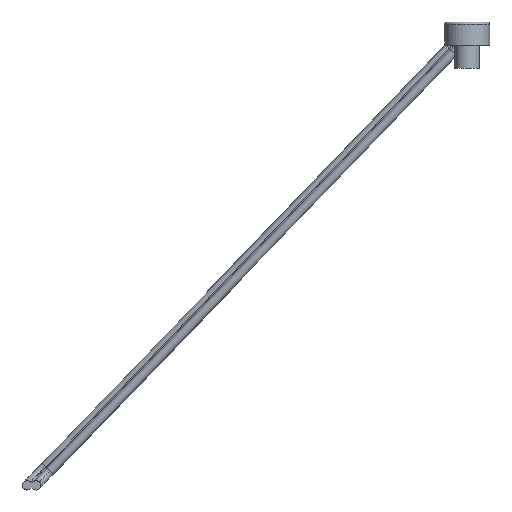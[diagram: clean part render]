
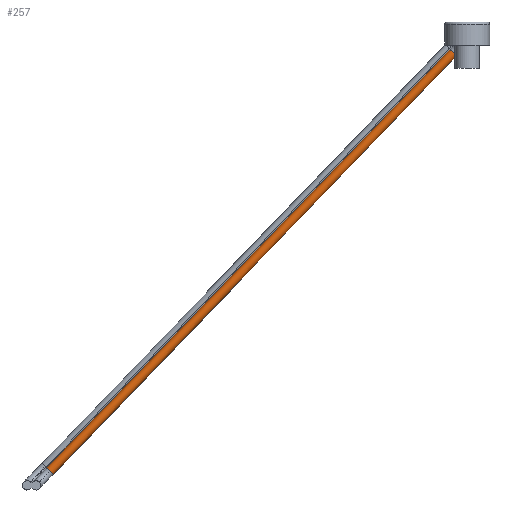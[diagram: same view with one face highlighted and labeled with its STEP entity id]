
A CAD part, front view. The second image highlights one B-rep face of the part: STEP entity #257.
In plain terms, the highlighted cylindrical face has radius 1 mm (diameter 2 mm), a partial arc.
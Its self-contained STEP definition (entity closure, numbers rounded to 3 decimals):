
#50 = VERTEX_POINT ( 'NONE', #927 ) ;
#73 = EDGE_CURVE ( 'NONE', #937, #326, #1244, .T. ) ;
#101 = LINE ( 'NONE', #1597, #195 ) ;
#119 = EDGE_CURVE ( 'NONE', #1603, #289, #549, .T. ) ;
#127 = CARTESIAN_POINT ( 'NONE',  ( -72.83, 88.749, 33.196 ) ) ;
#151 = DIRECTION ( 'NONE',  ( 0.694, 0., 0.72 ) ) ;
#157 = EDGE_LOOP ( 'NONE', ( #567, #1605, #843, #454, #1157, #217 ) ) ;
#161 = CARTESIAN_POINT ( 'NONE',  ( -72.11, 88.749, 32.502 ) ) ;
#195 = VECTOR ( 'NONE', #1623, 1000. ) ;
#202 = AXIS2_PLACEMENT_3D ( 'NONE', #655, #151, #1517 ) ;
#217 = ORIENTED_EDGE ( 'NONE', *, *, #1007, .T. ) ;
#254 = CIRCLE ( 'NONE', #1518, 1. ) ;
#257 = ADVANCED_FACE ( 'NONE', ( #703 ), #1199, .T. ) ;
#271 = DIRECTION ( 'NONE',  ( 0.694, 0., 0.72 ) ) ;
#281 = DIRECTION ( 'NONE',  ( -0.694, 0., -0.72 ) ) ;
#289 = VERTEX_POINT ( 'NONE', #161 ) ;
#326 = VERTEX_POINT ( 'NONE', #733 ) ;
#403 = AXIS2_PLACEMENT_3D ( 'NONE', #1617, #636, #1010 ) ;
#454 = ORIENTED_EDGE ( 'NONE', *, *, #1284, .T. ) ;
#471 = CIRCLE ( 'NONE', #532, 1. ) ;
#532 = AXIS2_PLACEMENT_3D ( 'NONE', #127, #271, #913 ) ;
#549 = LINE ( 'NONE', #864, #1443 ) ;
#567 = ORIENTED_EDGE ( 'NONE', *, *, #119, .F. ) ;
#580 = CARTESIAN_POINT ( 'NONE',  ( 14.476, 88.749, 123.774 ) ) ;
#636 = DIRECTION ( 'NONE',  ( 0.694, 0., 0.72 ) ) ;
#642 = CIRCLE ( 'NONE', #403, 1. ) ;
#655 = CARTESIAN_POINT ( 'NONE',  ( 14.476, 88.749, 123.774 ) ) ;
#689 = DIRECTION ( 'NONE',  ( 0.694, 0., 0.72 ) ) ;
#703 = FACE_OUTER_BOUND ( 'NONE', #157, .T. ) ;
#733 = CARTESIAN_POINT ( 'NONE',  ( 14.476, 87.749, 123.774 ) ) ;
#843 = ORIENTED_EDGE ( 'NONE', *, *, #73, .F. ) ;
#848 = CARTESIAN_POINT ( 'NONE',  ( -72.83, 87.749, 33.196 ) ) ;
#864 = CARTESIAN_POINT ( 'NONE',  ( 15.196, 88.749, 123.08 ) ) ;
#913 = DIRECTION ( 'NONE',  ( -0.5, -0.72, 0.482 ) ) ;
#927 = CARTESIAN_POINT ( 'NONE',  ( -73.55, 88.749, 33.89 ) ) ;
#937 = VERTEX_POINT ( 'NONE', #1393 ) ;
#1007 = EDGE_CURVE ( 'NONE', #1554, #289, #642, .T. ) ;
#1010 = DIRECTION ( 'NONE',  ( -0.5, -0.72, 0.482 ) ) ;
#1071 = DIRECTION ( 'NONE',  ( -0.5, -0.72, 0.482 ) ) ;
#1073 = DIRECTION ( 'NONE',  ( -0.72, 0., 0.694 ) ) ;
#1090 = DIRECTION ( 'NONE',  ( -0.694, 0., -0.72 ) ) ;
#1157 = ORIENTED_EDGE ( 'NONE', *, *, #1367, .T. ) ;
#1199 = CYLINDRICAL_SURFACE ( 'NONE', #1333, 1. ) ;
#1244 = CIRCLE ( 'NONE', #202, 1. ) ;
#1284 = EDGE_CURVE ( 'NONE', #937, #50, #101, .T. ) ;
#1333 = AXIS2_PLACEMENT_3D ( 'NONE', #580, #281, #1073 ) ;
#1367 = EDGE_CURVE ( 'NONE', #50, #1554, #471, .T. ) ;
#1393 = CARTESIAN_POINT ( 'NONE',  ( 13.756, 88.749, 124.467 ) ) ;
#1443 = VECTOR ( 'NONE', #1090, 1000. ) ;
#1460 = CARTESIAN_POINT ( 'NONE',  ( 15.196, 88.749, 123.08 ) ) ;
#1478 = EDGE_CURVE ( 'NONE', #326, #1603, #254, .T. ) ;
#1517 = DIRECTION ( 'NONE',  ( -0.5, -0.72, 0.482 ) ) ;
#1518 = AXIS2_PLACEMENT_3D ( 'NONE', #1566, #689, #1071 ) ;
#1554 = VERTEX_POINT ( 'NONE', #848 ) ;
#1566 = CARTESIAN_POINT ( 'NONE',  ( 14.476, 88.749, 123.774 ) ) ;
#1597 = CARTESIAN_POINT ( 'NONE',  ( 13.756, 88.749, 124.467 ) ) ;
#1603 = VERTEX_POINT ( 'NONE', #1460 ) ;
#1605 = ORIENTED_EDGE ( 'NONE', *, *, #1478, .F. ) ;
#1617 = CARTESIAN_POINT ( 'NONE',  ( -72.83, 88.749, 33.196 ) ) ;
#1623 = DIRECTION ( 'NONE',  ( -0.694, 0., -0.72 ) ) ;
